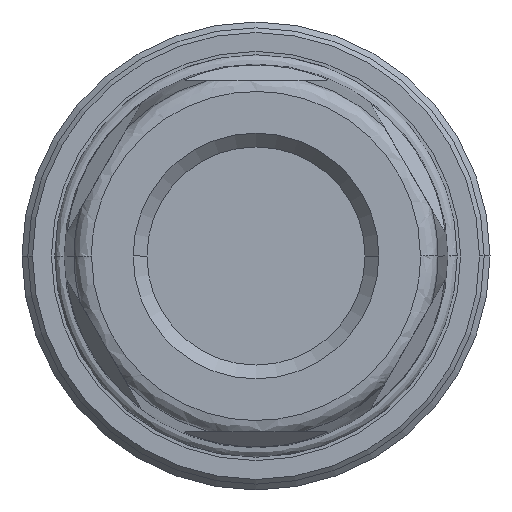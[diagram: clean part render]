
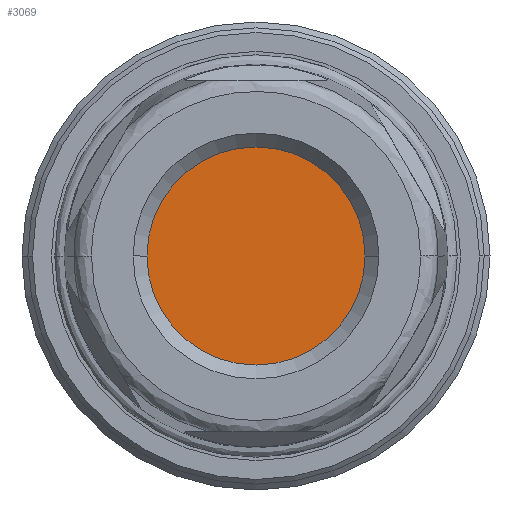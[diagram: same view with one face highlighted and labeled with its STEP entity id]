
A CAD part, left-side view. The second image highlights one B-rep face of the part: STEP entity #3069.
In plain terms, the highlighted planar face has unit normal (-1, 0, 0).
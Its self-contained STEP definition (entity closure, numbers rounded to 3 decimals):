
#201 = EDGE_CURVE ( 'NONE', #5107, #5109, #1186, .T. ) ;
#216 = AXIS2_PLACEMENT_3D ( 'NONE', #4998, #4997, #4996 ) ;
#712 = AXIS2_PLACEMENT_3D ( 'NONE', #1401, #1400, #1402 ) ;
#1132 = EDGE_LOOP ( 'NONE', ( #1674, #1673 ) ) ;
#1186 = CIRCLE ( 'NONE', #4123, 9.32 ) ;
#1396 = PLANE ( 'NONE',  #712 ) ;
#1400 = DIRECTION ( 'NONE',  ( -1., 0., 0. ) ) ;
#1401 = CARTESIAN_POINT ( 'NONE',  ( 17.25, 8.022, 0. ) ) ;
#1402 = DIRECTION ( 'NONE',  ( 0., -1., 0. ) ) ;
#1673 = ORIENTED_EDGE ( 'NONE', *, *, #201, .T. ) ;
#1674 = ORIENTED_EDGE ( 'NONE', *, *, #4047, .T. ) ;
#3069 = ADVANCED_FACE ( 'NONE', ( #5175 ), #1396, .T. ) ;
#3928 = CARTESIAN_POINT ( 'NONE',  ( 17.25, -9.32, 0. ) ) ;
#3930 = CARTESIAN_POINT ( 'NONE',  ( 17.25, 9.32, 0. ) ) ;
#4047 = EDGE_CURVE ( 'NONE', #5109, #5107, #4610, .T. ) ;
#4123 = AXIS2_PLACEMENT_3D ( 'NONE', #4730, #4732, #4733 ) ;
#4610 = CIRCLE ( 'NONE', #216, 9.32 ) ;
#4730 = CARTESIAN_POINT ( 'NONE',  ( 17.25, 0., 0. ) ) ;
#4732 = DIRECTION ( 'NONE',  ( -1., 0., 0. ) ) ;
#4733 = DIRECTION ( 'NONE',  ( 0., 1., 0. ) ) ;
#4996 = DIRECTION ( 'NONE',  ( 0., 1., 0. ) ) ;
#4997 = DIRECTION ( 'NONE',  ( -1., 0., 0. ) ) ;
#4998 = CARTESIAN_POINT ( 'NONE',  ( 17.25, 0., 0. ) ) ;
#5107 = VERTEX_POINT ( 'NONE', #3928 ) ;
#5109 = VERTEX_POINT ( 'NONE', #3930 ) ;
#5175 = FACE_OUTER_BOUND ( 'NONE', #1132, .T. ) ;
